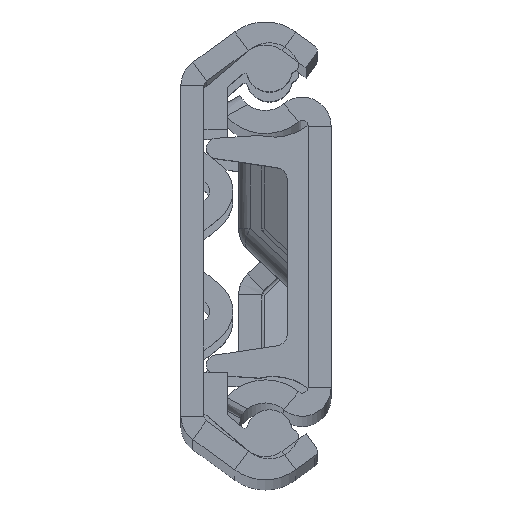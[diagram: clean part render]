
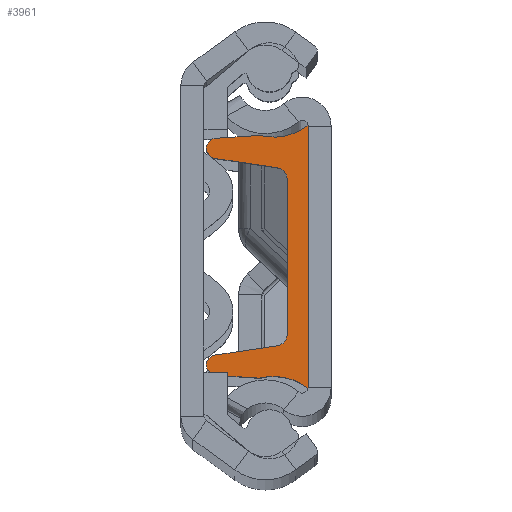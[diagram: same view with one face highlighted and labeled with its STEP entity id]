
A CAD part, top view. The second image highlights one B-rep face of the part: STEP entity #3961.
In plain terms, the highlighted face is planar.
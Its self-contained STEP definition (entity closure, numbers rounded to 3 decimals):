
#194 = DIRECTION ( 'NONE',  ( 1., 0., 0. ) ) ;
#202 = CARTESIAN_POINT ( 'NONE',  ( 6., 8.51, 8.055 ) ) ;
#214 = ORIENTED_EDGE ( 'NONE', *, *, #6816, .T. ) ;
#237 = VECTOR ( 'NONE', #5245, 1000. ) ;
#333 = ORIENTED_EDGE ( 'NONE', *, *, #3412, .F. ) ;
#357 = AXIS2_PLACEMENT_3D ( 'NONE', #2325, #1420, #770 ) ;
#440 = ORIENTED_EDGE ( 'NONE', *, *, #6426, .F. ) ;
#491 = DIRECTION ( 'NONE',  ( 1., 0., 0. ) ) ;
#770 = DIRECTION ( 'NONE',  ( 0., 0., -1. ) ) ;
#791 = DIRECTION ( 'NONE',  ( 0., -1., 0. ) ) ;
#903 = CARTESIAN_POINT ( 'NONE',  ( 6., -11.35, 0. ) ) ;
#982 = VERTEX_POINT ( 'NONE', #5611 ) ;
#1255 = ORIENTED_EDGE ( 'NONE', *, *, #5243, .F. ) ;
#1420 = DIRECTION ( 'NONE',  ( 1., 0., 0. ) ) ;
#1487 = LINE ( 'NONE', #9711, #4232 ) ;
#1523 = VERTEX_POINT ( 'NONE', #5977 ) ;
#1575 = VERTEX_POINT ( 'NONE', #9835 ) ;
#1633 = EDGE_LOOP ( 'NONE', ( #4661, #9325, #3731, #9467, #333, #1255, #4163, #214, #3667, #1955, #2474, #440, #3454, #2237 ) ) ;
#1682 = VERTEX_POINT ( 'NONE', #202 ) ;
#1739 = VECTOR ( 'NONE', #791, 1000. ) ;
#1777 = CIRCLE ( 'NONE', #8440, 0.875 ) ;
#1798 = EDGE_CURVE ( 'NONE', #1575, #1523, #1777, .T. ) ;
#1847 = CARTESIAN_POINT ( 'NONE',  ( 6., -6.708, 1.8 ) ) ;
#1955 = ORIENTED_EDGE ( 'NONE', *, *, #8638, .T. ) ;
#1961 = VECTOR ( 'NONE', #2107, 1000. ) ;
#2107 = DIRECTION ( 'NONE',  ( 0., 0.067, 0.998 ) ) ;
#2135 = CARTESIAN_POINT ( 'NONE',  ( 6., -6.708, 2.8 ) ) ;
#2237 = ORIENTED_EDGE ( 'NONE', *, *, #9825, .F. ) ;
#2281 = EDGE_CURVE ( 'NONE', #2686, #8582, #2828, .T. ) ;
#2298 = CARTESIAN_POINT ( 'NONE',  ( 6., 0., 1.8 ) ) ;
#2325 = CARTESIAN_POINT ( 'NONE',  ( 6., 0., 0. ) ) ;
#2448 = CARTESIAN_POINT ( 'NONE',  ( 6., -15.35, 3. ) ) ;
#2453 = DIRECTION ( 'NONE',  ( 0., 0., -1. ) ) ;
#2474 = ORIENTED_EDGE ( 'NONE', *, *, #6136, .T. ) ;
#2686 = VERTEX_POINT ( 'NONE', #7749 ) ;
#2743 = AXIS2_PLACEMENT_3D ( 'NONE', #2782, #4959, #5664 ) ;
#2759 = EDGE_CURVE ( 'NONE', #982, #5442, #8122, .T. ) ;
#2782 = CARTESIAN_POINT ( 'NONE',  ( 6., 15.35, 3. ) ) ;
#2810 = CIRCLE ( 'NONE', #2976, 1. ) ;
#2828 = LINE ( 'NONE', #4313, #5431 ) ;
#2953 = CARTESIAN_POINT ( 'NONE',  ( 6., -9.375, 7.925 ) ) ;
#2976 = AXIS2_PLACEMENT_3D ( 'NONE', #4990, #9404, #8727 ) ;
#3110 = DIRECTION ( 'NONE',  ( 0., -0.067, 0.998 ) ) ;
#3155 = CARTESIAN_POINT ( 'NONE',  ( 6., -7.697, 2.651 ) ) ;
#3300 = EDGE_CURVE ( 'NONE', #8852, #1523, #5782, .T. ) ;
#3412 = EDGE_CURVE ( 'NONE', #7864, #8852, #6875, .T. ) ;
#3453 = VERTEX_POINT ( 'NONE', #1847 ) ;
#3454 = ORIENTED_EDGE ( 'NONE', *, *, #9055, .T. ) ;
#3667 = ORIENTED_EDGE ( 'NONE', *, *, #6148, .T. ) ;
#3731 = ORIENTED_EDGE ( 'NONE', *, *, #1798, .T. ) ;
#3765 = FACE_OUTER_BOUND ( 'NONE', #1633, .T. ) ;
#3779 = CARTESIAN_POINT ( 'NONE',  ( 6., 9.375, 7.925 ) ) ;
#3961 = ADVANCED_FACE ( 'NONE', ( #3765 ), #6091, .T. ) ;
#4163 = ORIENTED_EDGE ( 'NONE', *, *, #2759, .F. ) ;
#4232 = VECTOR ( 'NONE', #4365, 1000. ) ;
#4238 = DIRECTION ( 'NONE',  ( 1., 0., 0. ) ) ;
#4313 = CARTESIAN_POINT ( 'NONE',  ( 6., -7.136, -1.074 ) ) ;
#4362 = VERTEX_POINT ( 'NONE', #8856 ) ;
#4365 = DIRECTION ( 'NONE',  ( 0., -0.149, -0.989 ) ) ;
#4463 = DIRECTION ( 'NONE',  ( 0., 0., -1. ) ) ;
#4467 = DIRECTION ( 'NONE',  ( 0., 0., -1. ) ) ;
#4518 = DIRECTION ( 'NONE',  ( 0., 0.149, -0.989 ) ) ;
#4547 = CARTESIAN_POINT ( 'NONE',  ( 6., 9.375, 7.925 ) ) ;
#4661 = ORIENTED_EDGE ( 'NONE', *, *, #2281, .F. ) ;
#4959 = DIRECTION ( 'NONE',  ( 1., 0., 0. ) ) ;
#4990 = CARTESIAN_POINT ( 'NONE',  ( 6., 6.708, 2.8 ) ) ;
#5063 = CIRCLE ( 'NONE', #5544, 1. ) ;
#5065 = CARTESIAN_POINT ( 'NONE',  ( 6., -10.5, 4.216 ) ) ;
#5243 = EDGE_CURVE ( 'NONE', #5442, #7864, #8906, .T. ) ;
#5245 = DIRECTION ( 'NONE',  ( 0., -1., 0. ) ) ;
#5256 = CARTESIAN_POINT ( 'NONE',  ( 6., 9.375, 8.8 ) ) ;
#5352 = VECTOR ( 'NONE', #3110, 1000. ) ;
#5431 = VECTOR ( 'NONE', #4518, 1000. ) ;
#5442 = VERTEX_POINT ( 'NONE', #8619 ) ;
#5478 = LINE ( 'NONE', #5527, #5352 ) ;
#5527 = CARTESIAN_POINT ( 'NONE',  ( 6., 10.734, 0.718 ) ) ;
#5544 = AXIS2_PLACEMENT_3D ( 'NONE', #2135, #6056, #4467 ) ;
#5611 = CARTESIAN_POINT ( 'NONE',  ( 6., 10.5, 4.216 ) ) ;
#5664 = DIRECTION ( 'NONE',  ( 0., 0., -1. ) ) ;
#5771 = DIRECTION ( 'NONE',  ( 0., 0., -1. ) ) ;
#5782 = LINE ( 'NONE', #8811, #1961 ) ;
#5835 = AXIS2_PLACEMENT_3D ( 'NONE', #4547, #194, #2453 ) ;
#5977 = CARTESIAN_POINT ( 'NONE',  ( 6., -10.248, 7.983 ) ) ;
#5991 = CARTESIAN_POINT ( 'NONE',  ( 6., 0., 0. ) ) ;
#6056 = DIRECTION ( 'NONE',  ( 1., 0., 0. ) ) ;
#6091 = PLANE ( 'NONE',  #357 ) ;
#6112 = VERTEX_POINT ( 'NONE', #5256 ) ;
#6136 = EDGE_CURVE ( 'NONE', #1682, #9677, #1487, .T. ) ;
#6148 = EDGE_CURVE ( 'NONE', #8389, #6112, #8671, .T. ) ;
#6426 = EDGE_CURVE ( 'NONE', #4362, #9677, #2810, .T. ) ;
#6619 = CIRCLE ( 'NONE', #8374, 0.875 ) ;
#6816 = EDGE_CURVE ( 'NONE', #982, #8389, #5478, .T. ) ;
#6875 = CIRCLE ( 'NONE', #9249, 5. ) ;
#6915 = AXIS2_PLACEMENT_3D ( 'NONE', #3779, #8874, #4463 ) ;
#7749 = CARTESIAN_POINT ( 'NONE',  ( 6., -8.51, 8.055 ) ) ;
#7797 = DIRECTION ( 'NONE',  ( 1., 0., 0. ) ) ;
#7864 = VERTEX_POINT ( 'NONE', #903 ) ;
#8122 = CIRCLE ( 'NONE', #2743, 5. ) ;
#8157 = DIRECTION ( 'NONE',  ( 0., 0., -1. ) ) ;
#8374 = AXIS2_PLACEMENT_3D ( 'NONE', #2953, #491, #8157 ) ;
#8389 = VERTEX_POINT ( 'NONE', #8761 ) ;
#8440 = AXIS2_PLACEMENT_3D ( 'NONE', #8708, #4238, #5771 ) ;
#8463 = EDGE_CURVE ( 'NONE', #2686, #1575, #6619, .T. ) ;
#8582 = VERTEX_POINT ( 'NONE', #3155 ) ;
#8619 = CARTESIAN_POINT ( 'NONE',  ( 6., 11.35, 0. ) ) ;
#8638 = EDGE_CURVE ( 'NONE', #6112, #1682, #9625, .T. ) ;
#8671 = CIRCLE ( 'NONE', #6915, 0.875 ) ;
#8708 = CARTESIAN_POINT ( 'NONE',  ( 6., -9.375, 7.925 ) ) ;
#8727 = DIRECTION ( 'NONE',  ( 0., 0., -1. ) ) ;
#8761 = CARTESIAN_POINT ( 'NONE',  ( 6., 10.248, 7.983 ) ) ;
#8811 = CARTESIAN_POINT ( 'NONE',  ( 6., -10.734, 0.718 ) ) ;
#8852 = VERTEX_POINT ( 'NONE', #5065 ) ;
#8856 = CARTESIAN_POINT ( 'NONE',  ( 6., 6.708, 1.8 ) ) ;
#8874 = DIRECTION ( 'NONE',  ( 1., 0., 0. ) ) ;
#8906 = LINE ( 'NONE', #5991, #237 ) ;
#9055 = EDGE_CURVE ( 'NONE', #4362, #3453, #9081, .T. ) ;
#9081 = LINE ( 'NONE', #2298, #1739 ) ;
#9249 = AXIS2_PLACEMENT_3D ( 'NONE', #2448, #7797, #9333 ) ;
#9325 = ORIENTED_EDGE ( 'NONE', *, *, #8463, .T. ) ;
#9333 = DIRECTION ( 'NONE',  ( 0., 0., -1. ) ) ;
#9404 = DIRECTION ( 'NONE',  ( 1., 0., 0. ) ) ;
#9467 = ORIENTED_EDGE ( 'NONE', *, *, #3300, .F. ) ;
#9615 = CARTESIAN_POINT ( 'NONE',  ( 6., 7.697, 2.651 ) ) ;
#9625 = CIRCLE ( 'NONE', #5835, 0.875 ) ;
#9677 = VERTEX_POINT ( 'NONE', #9615 ) ;
#9711 = CARTESIAN_POINT ( 'NONE',  ( 6., 7.136, -1.074 ) ) ;
#9825 = EDGE_CURVE ( 'NONE', #8582, #3453, #5063, .T. ) ;
#9835 = CARTESIAN_POINT ( 'NONE',  ( 6., -9.375, 8.8 ) ) ;
